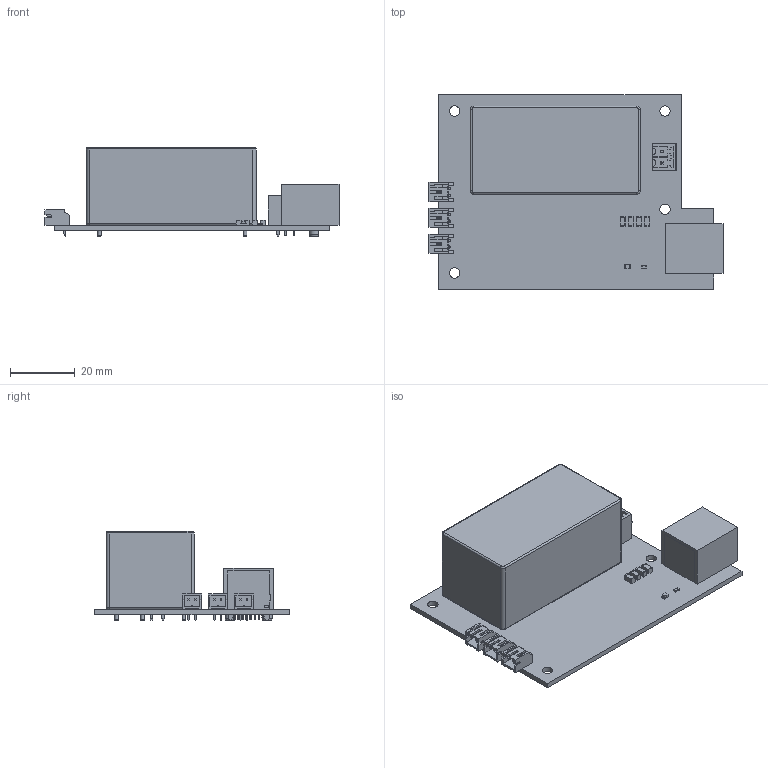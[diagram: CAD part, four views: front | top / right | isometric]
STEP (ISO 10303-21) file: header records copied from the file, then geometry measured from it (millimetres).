
FILE_DESCRIPTION(('KiCad electronic assembly'),'2;1');
FILE_NAME('GarageDoorPowerBoard.step','2020-06-13T00:19:01',('An Author' ),('A Company'),'Open CASCADE STEP processor 6.9', 'KiCad to STEP converter','Unknown');
FILE_SCHEMA(('AUTOMOTIVE_DESIGN { 1 0 10303 214 1 1 1 1 }'));
Length unit declared in the file: millimetre
Products named in the file (16): Open CASCADE STEP translator 6.9 1; R_0603_1608Metric; SOLID; Converter_ACDC_MeanWell_IRM-20-xx_THT; 54602-908LFc; JST_PH_S2B-PH-K_1x02_P2.00mm_Horizontal; PhoenixContact_MCV_1,5_2-G-3.5_1x02_P3.50mm_Vertical; LED_0805_2012Metric; C_1206_3216Metric; COMPOUND
Assembly tree (20 placements, depth 3):
  Open CASCADE STEP translator 6.9 1
    R_0603_1608Metric
      SOLID
    Converter_ACDC_MeanWell_IRM-20-xx_THT
      SOLID
    54602-908LFc
      SOLID
    JST_PH_S2B-PH-K_1x02_P2.00mm_Horizontal  x3
      SOLID
    PhoenixContact_MCV_1,5_2-G-3.5_1x02_P3.50mm_Vertical
      SOLID
    LED_0805_2012Metric
      SOLID
    C_1206_3216Metric  x4
      SOLID
    COMPOUND
Bounding box: 90.8 x 60 x 27.56 mm (x, y, z)
Volume: 44785 mm3; surface area: 20554 mm2
Topology: 13 solids, 13 shells, 782 faces, 2094 edges, 1368 vertices
Faces by surface type: plane 594, cylinder 164, torus 20, cone 4
Full cylindrical faces by diameter (mm): 0.75 x6, 0.76 x8, 1.04 x4, 1.2 x2, 1.5 x4, 3.2 x6
Entity records: 38430 total; most frequent: CARTESIAN_POINT 10541, DIRECTION 4717, LINE 3176, VECTOR 3176, ORIENTED_EDGE 2508, PCURVE 2508, DEFINITIONAL_REPRESENTATION 2508, EDGE_CURVE 1254
